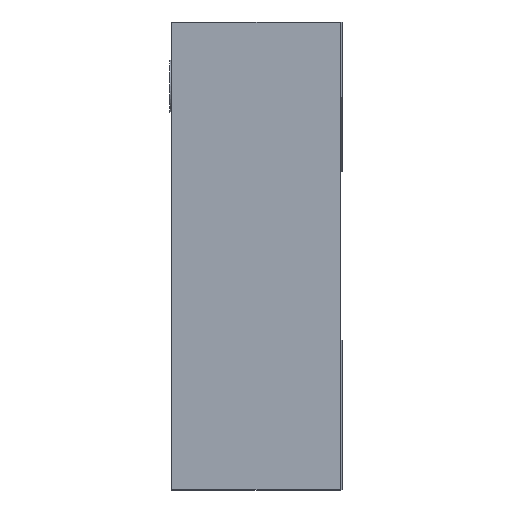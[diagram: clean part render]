
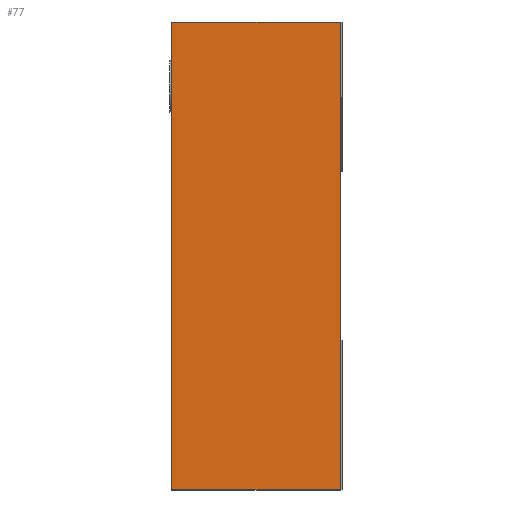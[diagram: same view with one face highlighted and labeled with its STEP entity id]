
A CAD part, left-side view. The second image highlights one B-rep face of the part: STEP entity #77.
In plain terms, the highlighted planar face has unit normal (-1, 0, 0).
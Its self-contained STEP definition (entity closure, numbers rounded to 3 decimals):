
#10 = CARTESIAN_POINT ( 'NONE',  ( -1.6, 0.9, -1.25 ) ) ;
#17 = LINE ( 'NONE', #534, #704 ) ;
#66 = CARTESIAN_POINT ( 'NONE',  ( -1.6, 0., -1.25 ) ) ;
#77 = ADVANCED_FACE ( 'NONE', ( #417 ), #953, .F. ) ;
#92 = VERTEX_POINT ( 'NONE', #367 ) ;
#97 = VECTOR ( 'NONE', #282, 1000. ) ;
#115 = EDGE_CURVE ( 'NONE', #92, #737, #195, .T. ) ;
#148 = ORIENTED_EDGE ( 'NONE', *, *, #1136, .T. ) ;
#182 = EDGE_LOOP ( 'NONE', ( #148, #775, #907, #533 ) ) ;
#195 = LINE ( 'NONE', #656, #97 ) ;
#282 = DIRECTION ( 'NONE',  ( 0., 0., 1. ) ) ;
#367 = CARTESIAN_POINT ( 'NONE',  ( -1.6, 0.9, -1.25 ) ) ;
#383 = CARTESIAN_POINT ( 'NONE',  ( -1.6, 0.9, -1.25 ) ) ;
#417 = FACE_OUTER_BOUND ( 'NONE', #182, .T. ) ;
#476 = DIRECTION ( 'NONE',  ( 0., 0., -1. ) ) ;
#493 = CARTESIAN_POINT ( 'NONE',  ( -1.6, 0., -1.25 ) ) ;
#495 = EDGE_CURVE ( 'NONE', #92, #777, #1093, .T. ) ;
#519 = AXIS2_PLACEMENT_3D ( 'NONE', #383, #667, #476 ) ;
#533 = ORIENTED_EDGE ( 'NONE', *, *, #495, .T. ) ;
#534 = CARTESIAN_POINT ( 'NONE',  ( -1.6, 0.9, 1.25 ) ) ;
#559 = CARTESIAN_POINT ( 'NONE',  ( -1.6, 0., 1.25 ) ) ;
#656 = CARTESIAN_POINT ( 'NONE',  ( -1.6, 0.9, -1.25 ) ) ;
#663 = DIRECTION ( 'NONE',  ( 0., -1., 0. ) ) ;
#667 = DIRECTION ( 'NONE',  ( 1., 0., 0. ) ) ;
#704 = VECTOR ( 'NONE', #813, 1000. ) ;
#737 = VERTEX_POINT ( 'NONE', #958 ) ;
#775 = ORIENTED_EDGE ( 'NONE', *, *, #1104, .F. ) ;
#777 = VERTEX_POINT ( 'NONE', #493 ) ;
#807 = DIRECTION ( 'NONE',  ( 0., 0., 1. ) ) ;
#813 = DIRECTION ( 'NONE',  ( 0., -1., 0. ) ) ;
#906 = LINE ( 'NONE', #66, #1095 ) ;
#907 = ORIENTED_EDGE ( 'NONE', *, *, #115, .F. ) ;
#953 = PLANE ( 'NONE',  #519 ) ;
#958 = CARTESIAN_POINT ( 'NONE',  ( -1.6, 0.9, 1.25 ) ) ;
#1020 = VERTEX_POINT ( 'NONE', #559 ) ;
#1093 = LINE ( 'NONE', #10, #1154 ) ;
#1095 = VECTOR ( 'NONE', #807, 1000. ) ;
#1104 = EDGE_CURVE ( 'NONE', #737, #1020, #17, .T. ) ;
#1136 = EDGE_CURVE ( 'NONE', #777, #1020, #906, .T. ) ;
#1154 = VECTOR ( 'NONE', #663, 1000. ) ;
